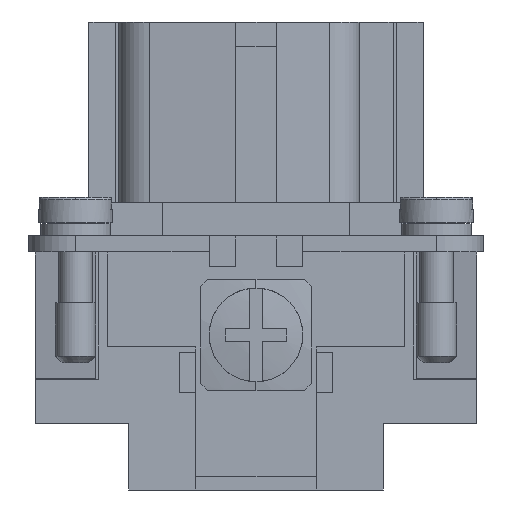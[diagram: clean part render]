
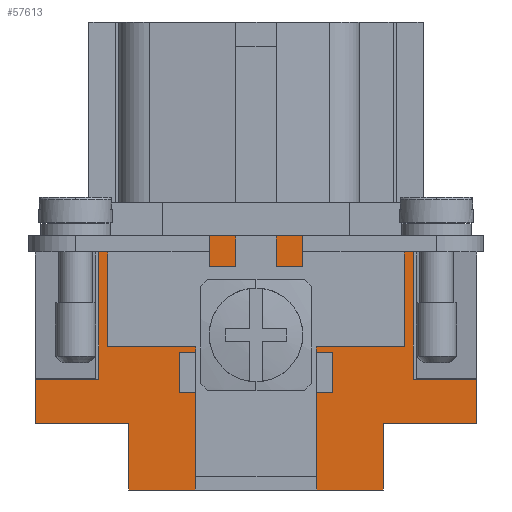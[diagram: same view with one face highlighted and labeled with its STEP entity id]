
A CAD part, left-side view. The second image highlights one B-rep face of the part: STEP entity #57613.
In plain terms, the highlighted planar face has unit normal (-1, 0, 0).
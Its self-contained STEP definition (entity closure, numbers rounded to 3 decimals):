
#46587=CARTESIAN_POINT('',(-45.0,11.75,19.0));
#46588=VERTEX_POINT('',#46587);
#46595=CARTESIAN_POINT('',(-45.0,-11.75,19.0));
#46596=VERTEX_POINT('',#46595);
#46597=CARTESIAN_POINT('',(-45.0,-11.75,19.0));
#46598=DIRECTION('',(0.0,1.0,0.0));
#46599=VECTOR('',#46598,23.5);
#46600=LINE('',#46597,#46599);
#46601=EDGE_CURVE('',#46596,#46588,#46600,.T.);
#51401=CARTESIAN_POINT('',(-45.0,-11.75,8.3));
#51402=VERTEX_POINT('',#51401);
#51411=CARTESIAN_POINT('',(-45.0,-11.75,8.3));
#51412=DIRECTION('',(0.0,0.0,1.0));
#51413=VECTOR('',#51412,10.7);
#51414=LINE('',#51411,#51413);
#51415=EDGE_CURVE('',#51402,#46596,#51414,.T.);
#51425=CARTESIAN_POINT('',(-45.0,-16.5,8.3));
#51426=VERTEX_POINT('',#51425);
#51427=CARTESIAN_POINT('',(-45.0,-16.5,8.3));
#51428=DIRECTION('',(0.0,1.0,0.0));
#51429=VECTOR('',#51428,4.75);
#51430=LINE('',#51427,#51429);
#51431=EDGE_CURVE('',#51426,#51402,#51430,.T.);
#51449=CARTESIAN_POINT('',(-45.0,11.75,8.3));
#51450=VERTEX_POINT('',#51449);
#51459=CARTESIAN_POINT('',(-45.0,11.75,19.0));
#51460=DIRECTION('',(0.0,0.0,-1.0));
#51461=VECTOR('',#51460,10.7);
#51462=LINE('',#51459,#51461);
#51463=EDGE_CURVE('',#46588,#51450,#51462,.T.);
#51505=CARTESIAN_POINT('',(-45.0,16.5,8.3));
#51506=VERTEX_POINT('',#51505);
#51507=CARTESIAN_POINT('',(-45.0,11.75,8.3));
#51508=DIRECTION('',(0.0,1.0,0.0));
#51509=VECTOR('',#51508,4.75);
#51510=LINE('',#51507,#51509);
#51511=EDGE_CURVE('',#51450,#51506,#51510,.T.);
#51642=CARTESIAN_POINT('',(-45.0,16.5,5.0));
#51643=VERTEX_POINT('',#51642);
#51650=CARTESIAN_POINT('',(-45.0,16.5,5.0));
#51651=DIRECTION('',(0.0,0.0,1.0));
#51652=VECTOR('',#51651,3.3);
#51653=LINE('',#51650,#51652);
#51654=EDGE_CURVE('',#51643,#51506,#51653,.T.);
#51803=CARTESIAN_POINT('',(-45.0,-16.5,5.0));
#51804=VERTEX_POINT('',#51803);
#51805=CARTESIAN_POINT('',(-45.0,-16.5,5.0));
#51806=DIRECTION('',(0.0,0.0,1.0));
#51807=VECTOR('',#51806,3.3);
#51808=LINE('',#51805,#51807);
#51809=EDGE_CURVE('',#51804,#51426,#51808,.T.);
#57079=CARTESIAN_POINT('',(-45.0,9.5,0.0));
#57080=VERTEX_POINT('',#57079);
#57087=CARTESIAN_POINT('',(-45.0,9.5,5.0));
#57088=VERTEX_POINT('',#57087);
#57089=CARTESIAN_POINT('',(-45.0,9.5,5.0));
#57090=DIRECTION('',(0.0,0.0,-1.0));
#57091=VECTOR('',#57090,5.0);
#57092=LINE('',#57089,#57091);
#57093=EDGE_CURVE('',#57088,#57080,#57092,.T.);
#57119=CARTESIAN_POINT('',(-45.0,-9.5,5.0));
#57120=VERTEX_POINT('',#57119);
#57127=CARTESIAN_POINT('',(-45.0,-9.5,0.0));
#57128=VERTEX_POINT('',#57127);
#57129=CARTESIAN_POINT('',(-45.0,-9.5,0.0));
#57130=DIRECTION('',(0.0,0.0,1.0));
#57131=VECTOR('',#57130,5.0);
#57132=LINE('',#57129,#57131);
#57133=EDGE_CURVE('',#57128,#57120,#57132,.T.);
#57496=CARTESIAN_POINT('',(-45.0,-9.5,5.0));
#57497=DIRECTION('',(0.0,-1.0,0.0));
#57498=VECTOR('',#57497,7.0);
#57499=LINE('',#57496,#57498);
#57500=EDGE_CURVE('',#57120,#51804,#57499,.T.);
#57547=CARTESIAN_POINT('',(-45.0,16.5,5.0));
#57548=DIRECTION('',(0.0,-1.0,0.0));
#57549=VECTOR('',#57548,7.0);
#57550=LINE('',#57547,#57549);
#57551=EDGE_CURVE('',#51643,#57088,#57550,.T.);
#57557=CARTESIAN_POINT('',(-45.0,-16.5,0.0));
#57558=DIRECTION('',(-1.0,0.0,0.0));
#57559=DIRECTION('',(0.0,0.0,1.0));
#57560=AXIS2_PLACEMENT_3D('',#57557,#57558,#57559);
#57561=PLANE('',#57560);
#57562=ORIENTED_EDGE('',*,*,#51415,.T.);
#57563=ORIENTED_EDGE('',*,*,#46601,.T.);
#57564=ORIENTED_EDGE('',*,*,#51463,.T.);
#57565=ORIENTED_EDGE('',*,*,#51511,.T.);
#57566=ORIENTED_EDGE('',*,*,#51654,.F.);
#57567=ORIENTED_EDGE('',*,*,#57551,.T.);
#57568=ORIENTED_EDGE('',*,*,#57093,.T.);
#57569=CARTESIAN_POINT('',(-45.0,4.55,0.0));
#57570=VERTEX_POINT('',#57569);
#57571=CARTESIAN_POINT('',(-45.0,9.5,0.0));
#57572=DIRECTION('',(0.0,-1.0,0.0));
#57573=VECTOR('',#57572,4.95);
#57574=LINE('',#57571,#57573);
#57575=EDGE_CURVE('',#57080,#57570,#57574,.T.);
#57576=ORIENTED_EDGE('',*,*,#57575,.T.);
#57577=CARTESIAN_POINT('',(-45.0,4.55,3.5));
#57578=VERTEX_POINT('',#57577);
#57579=CARTESIAN_POINT('',(-45.0,4.55,0.0));
#57580=DIRECTION('',(0.0,0.0,1.0));
#57581=VECTOR('',#57580,3.5);
#57582=LINE('',#57579,#57581);
#57583=EDGE_CURVE('',#57570,#57578,#57582,.T.);
#57584=ORIENTED_EDGE('',*,*,#57583,.T.);
#57585=CARTESIAN_POINT('',(-45.0,-4.55,3.5));
#57586=VERTEX_POINT('',#57585);
#57587=CARTESIAN_POINT('',(-45.0,4.55,3.5));
#57588=DIRECTION('',(0.0,-1.0,0.0));
#57589=VECTOR('',#57588,9.1);
#57590=LINE('',#57587,#57589);
#57591=EDGE_CURVE('',#57578,#57586,#57590,.T.);
#57592=ORIENTED_EDGE('',*,*,#57591,.T.);
#57593=CARTESIAN_POINT('',(-45.0,-4.55,0.0));
#57594=VERTEX_POINT('',#57593);
#57595=CARTESIAN_POINT('',(-45.0,-4.55,3.5));
#57596=DIRECTION('',(0.0,0.0,-1.0));
#57597=VECTOR('',#57596,3.5);
#57598=LINE('',#57595,#57597);
#57599=EDGE_CURVE('',#57586,#57594,#57598,.T.);
#57600=ORIENTED_EDGE('',*,*,#57599,.T.);
#57601=CARTESIAN_POINT('',(-45.0,-4.55,0.0));
#57602=DIRECTION('',(0.0,-1.0,0.0));
#57603=VECTOR('',#57602,4.95);
#57604=LINE('',#57601,#57603);
#57605=EDGE_CURVE('',#57594,#57128,#57604,.T.);
#57606=ORIENTED_EDGE('',*,*,#57605,.T.);
#57607=ORIENTED_EDGE('',*,*,#57133,.T.);
#57608=ORIENTED_EDGE('',*,*,#57500,.T.);
#57609=ORIENTED_EDGE('',*,*,#51809,.T.);
#57610=ORIENTED_EDGE('',*,*,#51431,.T.);
#57611=EDGE_LOOP('',(#57562,#57563,#57564,#57565,#57566,#57567,#57568,#57576,#57584,#57592,#57600,#57606,#57607,#57608,#57609,#57610));
#57612=FACE_OUTER_BOUND('',#57611,.T.);
#57613=ADVANCED_FACE('',(#57612),#57561,.T.);
